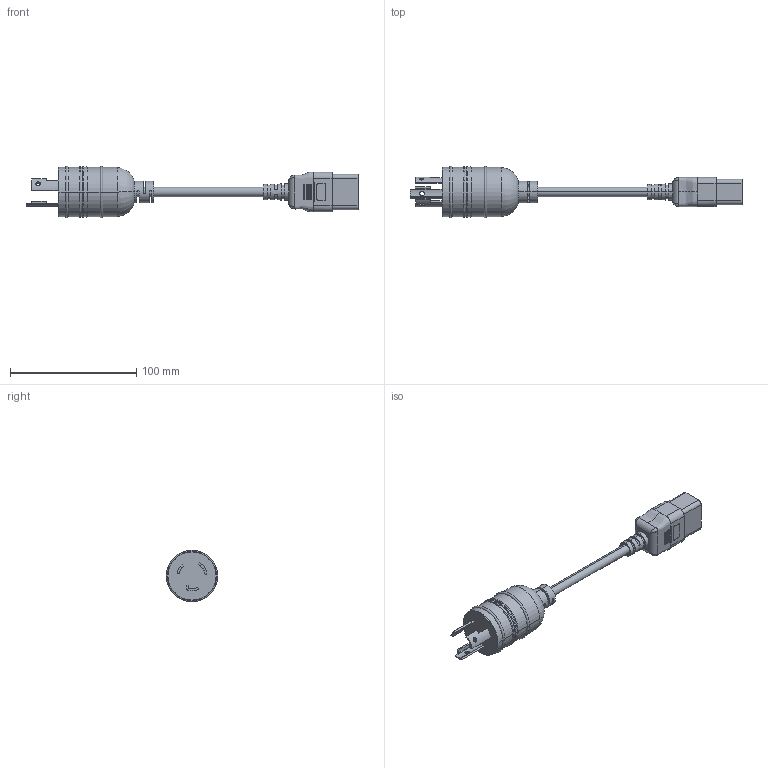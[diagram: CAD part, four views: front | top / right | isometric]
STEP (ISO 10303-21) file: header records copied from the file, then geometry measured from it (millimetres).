
FILE_DESCRIPTION (( 'STEP AP214' ), '1' );
FILE_NAME ('OWL520C19-20-15F_3D.step', '2025-01-31T22:04:28', ( '' ), ( '' ), 'SwSTEP 2.0', 'SolidWorks 2022', '' );
FILE_SCHEMA (( 'AUTOMOTIVE_DESIGN' ));
Length unit declared in the file: inch
Products named in the file (4): OWL520C19-20-15F_3D; L5-20P; EN60320-C19 PWR PLUG; SJTOW3X14AWG CABLE
Assembly tree (3 placements, depth 2):
  OWL520C19-20-15F_3D
    SJTOW3X14AWG CABLE
    EN60320-C19 PWR PLUG
    L5-20P
Bounding box: 262.77 x 40.94 x 40.94 mm (x, y, z)
Volume: 108878.3 mm3; surface area: 24515.1 mm2
Topology: 4 solids, 4 shells, 282 faces, 734 edges, 471 vertices
Faces by surface type: plane 105, cylinder 88, bspline 60, torus 21, cone 8
Entity records: 12943 total; most frequent: CARTESIAN_POINT 5314, ORIENTED_EDGE 1460, DIRECTION 1378, EDGE_CURVE 730, AXIS2_PLACEMENT_3D 530, VERTEX_POINT 471, LINE 318, VECTOR 318
